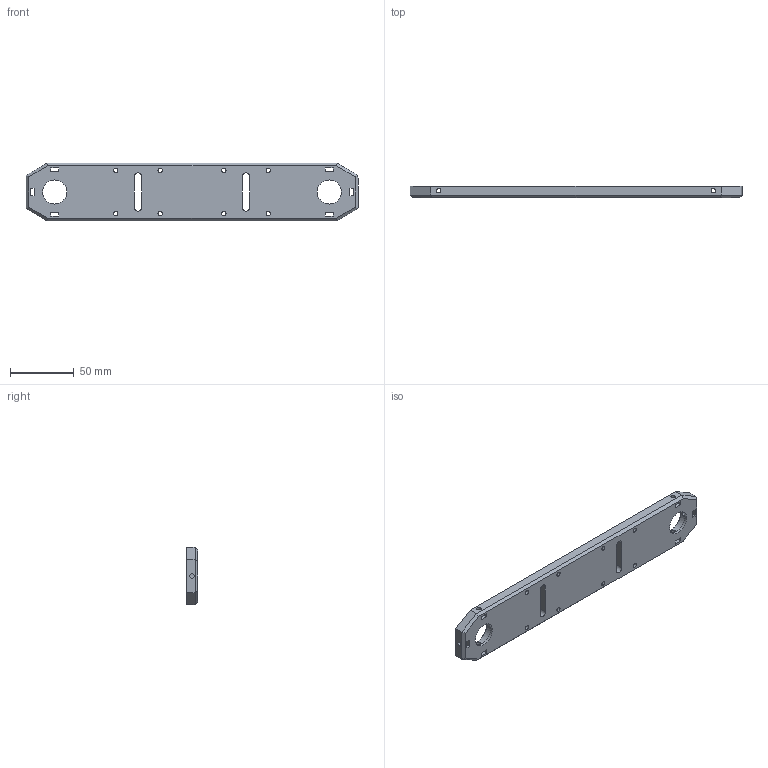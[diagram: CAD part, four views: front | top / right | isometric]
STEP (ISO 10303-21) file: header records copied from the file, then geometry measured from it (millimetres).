
FILE_DESCRIPTION (( 'STEP AP203' ), '1' );
FILE_NAME ('arm 1 U_Default_sldprt.STEP', '2023-01-28T16:54:15', ( 'Windows User' ), ( '' ), 'SwSTEP 2.0', 'SolidWorks 2022', '' );
FILE_SCHEMA (( 'CONFIG_CONTROL_DESIGN' ));
Length unit declared in the file: millimetre
Products named in the file (1): arm 1 U_Default_sldprt
Bounding box: 261.13 x 9 x 45 mm (x, y, z)
Volume: 89766.6 mm3; surface area: 29683.1 mm2
Topology: 1 solids, 1 shells, 108 faces, 314 edges, 206 vertices
Faces by surface type: cylinder 54, plane 50, cone 4
Entity records: 4065 total; most frequent: CARTESIAN_POINT 959, ORIENTED_EDGE 628, DIRECTION 612, EDGE_CURVE 314, AXIS2_PLACEMENT_3D 209, VERTEX_POINT 206, LINE 194, VECTOR 194
